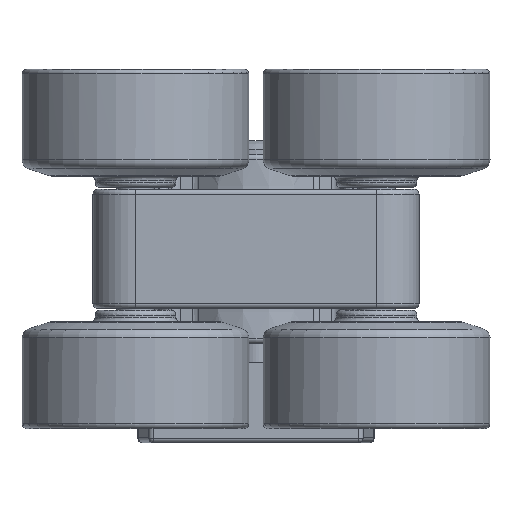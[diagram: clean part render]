
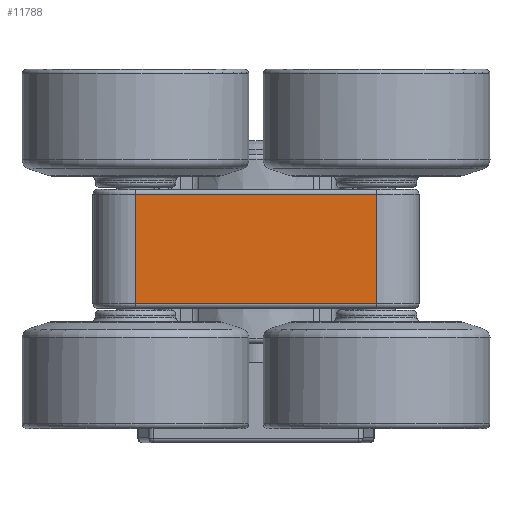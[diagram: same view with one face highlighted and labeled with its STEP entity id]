
A CAD part, front view. The second image highlights one B-rep face of the part: STEP entity #11788.
In plain terms, the highlighted planar face has unit normal (0, -1, 0).
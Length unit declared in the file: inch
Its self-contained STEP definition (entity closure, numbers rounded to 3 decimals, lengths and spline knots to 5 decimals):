
#1676=FACE_OUTER_BOUND('',#2419,.T.);
#2419=EDGE_LOOP('',(#7935,#7936,#7937,#7938));
#3181=LINE('',#17976,#3793);
#3198=LINE('',#18475,#3810);
#3199=LINE('',#18477,#3811);
#3200=LINE('',#18478,#3812);
#3793=VECTOR('',#14185,0.45669);
#3810=VECTOR('',#14298,1.00394);
#3811=VECTOR('',#14299,0.45669);
#3812=VECTOR('',#14300,1.00394);
#4748=VERTEX_POINT('',#17973);
#4749=VERTEX_POINT('',#17975);
#4794=VERTEX_POINT('',#18474);
#4795=VERTEX_POINT('',#18476);
#5934=EDGE_CURVE('',#4749,#4748,#3181,.T.);
#5997=EDGE_CURVE('',#4748,#4794,#3198,.T.);
#5998=EDGE_CURVE('',#4794,#4795,#3199,.T.);
#5999=EDGE_CURVE('',#4795,#4749,#3200,.T.);
#7935=ORIENTED_EDGE('',*,*,#5934,.T.);
#7936=ORIENTED_EDGE('',*,*,#5997,.T.);
#7937=ORIENTED_EDGE('',*,*,#5998,.T.);
#7938=ORIENTED_EDGE('',*,*,#5999,.T.);
#11620=PLANE('',#12688);
#11788=ADVANCED_FACE('',(#1676),#11620,.T.);
#12688=AXIS2_PLACEMENT_3D('',#18473,#14296,#14297);
#14185=DIRECTION('',(0.,0.,-1.));
#14296=DIRECTION('center_axis',(0.,-1.,0.));
#14297=DIRECTION('ref_axis',(0.,0.,-1.));
#14298=DIRECTION('',(1.,0.,0.));
#14299=DIRECTION('',(0.,0.,1.));
#14300=DIRECTION('',(-1.,0.,0.));
#17973=CARTESIAN_POINT('',(-0.50197,0.,-0.22835));
#17975=CARTESIAN_POINT('',(-0.50197,0.,0.22835));
#17976=CARTESIAN_POINT('',(-0.50197,0.,0.22835));
#18473=CARTESIAN_POINT('Origin',(-0.50197,0.,-0.24803));
#18474=CARTESIAN_POINT('',(0.50197,0.,-0.22835));
#18475=CARTESIAN_POINT('',(-0.50197,0.,-0.22835));
#18476=CARTESIAN_POINT('',(0.50197,0.,0.22835));
#18477=CARTESIAN_POINT('',(0.50197,0.,-0.22835));
#18478=CARTESIAN_POINT('',(0.50197,0.,0.22835));
